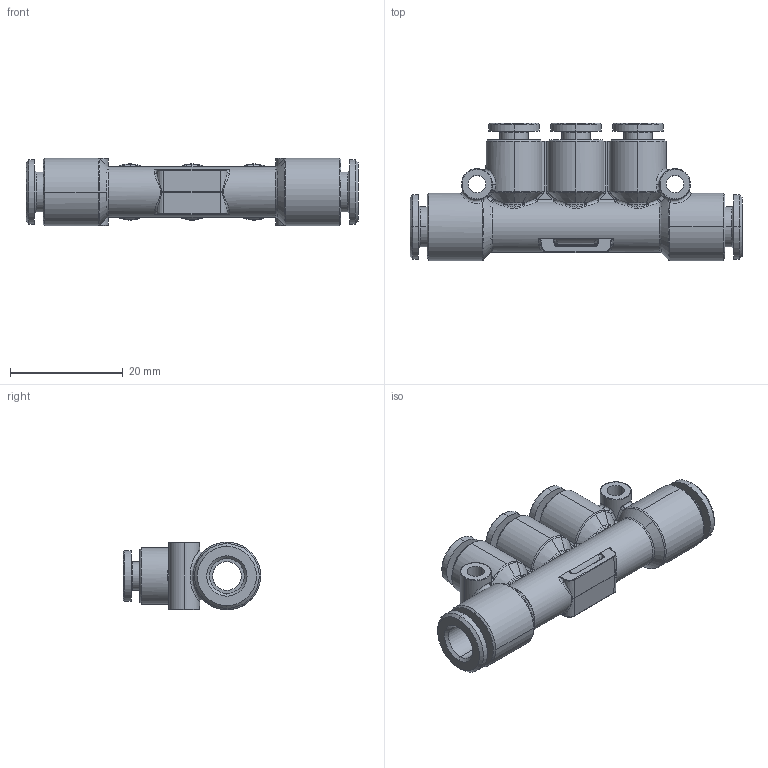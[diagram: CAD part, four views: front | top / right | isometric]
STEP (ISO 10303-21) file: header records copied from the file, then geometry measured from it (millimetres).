
FILE_DESCRIPTION(( 'RT.36.06.04.STEP' ), '1');
FILE_NAME( 'RT.36.06.04.STEP', '2018-10-09T11:19:11',( 'Sopra'),('sopra-pneumatic.com'), 'SwSTEP 2.0','SolidWorks 2009','' );
FILE_SCHEMA (( 'CONFIG_CONTROL_DESIGN' ));
Length unit declared in the file: millimetre
Products named in the file (1): B0261030
Bounding box: 59 x 24.4 x 12 mm (x, y, z)
Volume: 6039.5 mm3; surface area: 6065.3 mm2
Topology: 1 solids, 1 shells, 400 faces, 917 edges, 525 vertices
Faces by surface type: bspline 192, cylinder 99, cone 69, plane 40
Entity records: 23179 total; most frequent: CARTESIAN_POINT 15392, ORIENTED_EDGE 1814, DIRECTION 1265, EDGE_CURVE 907, AXIS2_PLACEMENT_3D 537, VERTEX_POINT 525, EDGE_LOOP 428, ADVANCED_FACE 400
